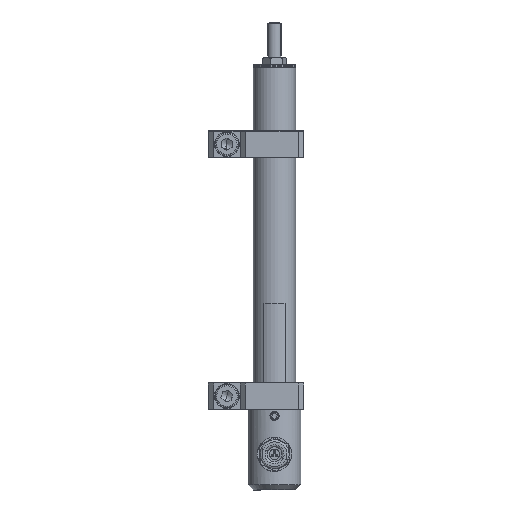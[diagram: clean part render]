
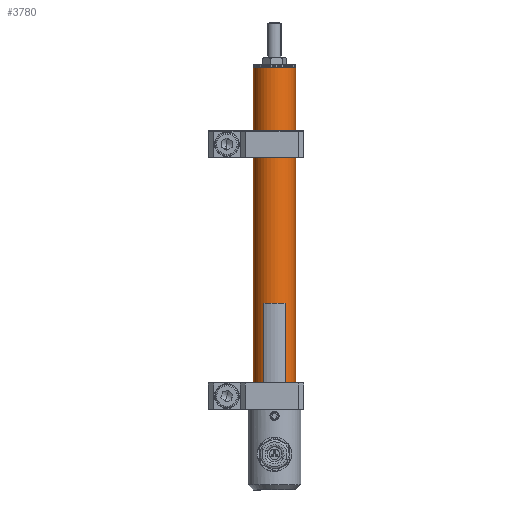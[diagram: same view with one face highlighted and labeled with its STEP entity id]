
A CAD part, front view. The second image highlights one B-rep face of the part: STEP entity #3780.
In plain terms, the highlighted cylindrical face has radius 8 mm (diameter 16 mm), a partial arc.
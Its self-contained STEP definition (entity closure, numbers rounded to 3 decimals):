
#3758 = VERTEX_POINT ( 'NONE', #9013 ) ;
#3760 = VERTEX_POINT ( 'NONE', #9031 ) ;
#3761 = VERTEX_POINT ( 'NONE', #9028 ) ;
#3775 = ORIENTED_EDGE ( 'NONE', *, *, #3977, .T. ) ;
#3780 = ADVANCED_FACE ( 'NONE', ( #9695 ), #9729, .T. ) ;
#3787 = ORIENTED_EDGE ( 'NONE', *, *, #3882, .F. ) ;
#3801 = EDGE_LOOP ( 'NONE', ( #3787, #3775, #4018, #3987 ) ) ;
#3826 = EDGE_CURVE ( 'NONE', #3760, #3761, #9709, .T. ) ;
#3882 = EDGE_CURVE ( 'NONE', #3758, #3761, #12927, .T. ) ;
#3886 = EDGE_CURVE ( 'NONE', #3982, #3760, #13202, .T. ) ;
#3977 = EDGE_CURVE ( 'NONE', #3758, #3982, #8907, .T. ) ;
#3982 = VERTEX_POINT ( 'NONE', #9000 ) ;
#3987 = ORIENTED_EDGE ( 'NONE', *, *, #3826, .T. ) ;
#4018 = ORIENTED_EDGE ( 'NONE', *, *, #3886, .T. ) ;
#8355 = DIRECTION ( 'NONE',  ( 0., 0., 1. ) ) ;
#8367 = DIRECTION ( 'NONE',  ( -1., 0., 0. ) ) ;
#8894 = CARTESIAN_POINT ( 'NONE',  ( 0., 0., -129.5 ) ) ;
#8907 = CIRCLE ( 'NONE', #8918, 8. ) ;
#8918 = AXIS2_PLACEMENT_3D ( 'NONE', #8894, #8355, #8367 ) ;
#9000 = CARTESIAN_POINT ( 'NONE',  ( 8., 0., -129.5 ) ) ;
#9013 = CARTESIAN_POINT ( 'NONE',  ( -8., 0., -129.5 ) ) ;
#9028 = CARTESIAN_POINT ( 'NONE',  ( -8., 0., -0.15 ) ) ;
#9031 = CARTESIAN_POINT ( 'NONE',  ( 8., 0., -0.15 ) ) ;
#9684 = DIRECTION ( 'NONE',  ( 1., 0., 0. ) ) ;
#9695 = FACE_OUTER_BOUND ( 'NONE', #3801, .T. ) ;
#9706 = DIRECTION ( 'NONE',  ( 0., 0., -1. ) ) ;
#9707 = CARTESIAN_POINT ( 'NONE',  ( 0., 0., -0.15 ) ) ;
#9709 = CIRCLE ( 'NONE', #9726, 8. ) ;
#9710 = CARTESIAN_POINT ( 'NONE',  ( 0., 0., -138.7 ) ) ;
#9711 = AXIS2_PLACEMENT_3D ( 'NONE', #9710, #9713, #9712 ) ;
#9712 = DIRECTION ( 'NONE',  ( 1., 0., 0. ) ) ;
#9713 = DIRECTION ( 'NONE',  ( 0., 0., 1. ) ) ;
#9726 = AXIS2_PLACEMENT_3D ( 'NONE', #9707, #9706, #9684 ) ;
#9729 = CYLINDRICAL_SURFACE ( 'NONE', #9711, 8. ) ;
#12927 = LINE ( 'NONE', #12934, #12943 ) ;
#12934 = CARTESIAN_POINT ( 'NONE',  ( -8., 0., -138.7 ) ) ;
#12939 = DIRECTION ( 'NONE',  ( 0., 0., 1. ) ) ;
#12943 = VECTOR ( 'NONE', #12939, 1000. ) ;
#13199 = DIRECTION ( 'NONE',  ( 0., 0., 1. ) ) ;
#13200 = VECTOR ( 'NONE', #13199, 1000. ) ;
#13201 = CARTESIAN_POINT ( 'NONE',  ( 8., 0., -138.7 ) ) ;
#13202 = LINE ( 'NONE', #13201, #13200 ) ;
